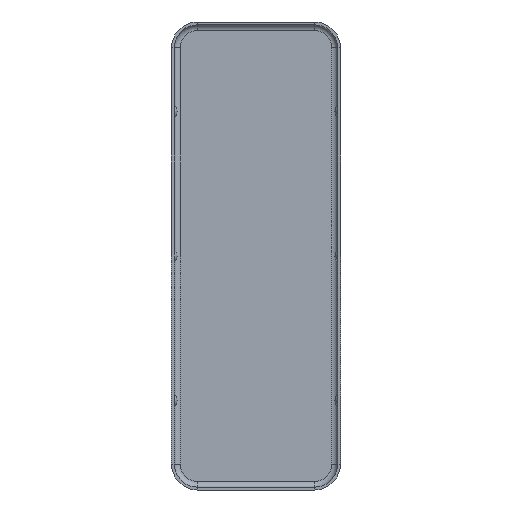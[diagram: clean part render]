
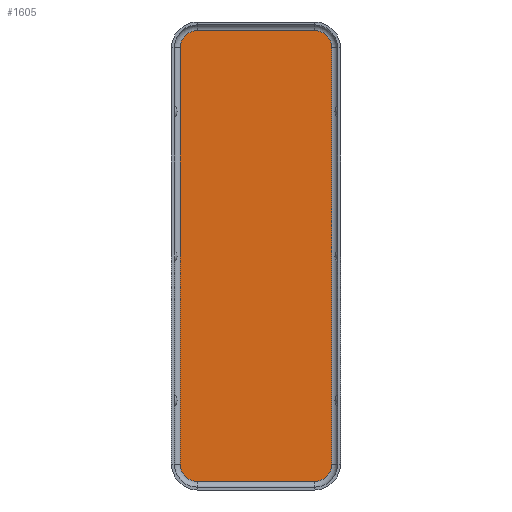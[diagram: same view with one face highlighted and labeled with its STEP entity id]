
A CAD part, front view. The second image highlights one B-rep face of the part: STEP entity #1605.
In plain terms, the highlighted planar face has unit normal (0, -1, 0).
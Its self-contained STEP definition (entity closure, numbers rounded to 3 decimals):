
#56 = CIRCLE ( 'NONE', #1512, 1.2 ) ;
#62 = LINE ( 'NONE', #428, #922 ) ;
#88 = DIRECTION ( 'NONE',  ( 0., -1., 0. ) ) ;
#132 = CARTESIAN_POINT ( 'NONE',  ( -5.25, 0., 14.4 ) ) ;
#166 = EDGE_CURVE ( 'NONE', #1456, #1260, #622, .T. ) ;
#188 = CARTESIAN_POINT ( 'NONE',  ( -4.05, 0., 14.4 ) ) ;
#212 = ORIENTED_EDGE ( 'NONE', *, *, #1145, .T. ) ;
#222 = DIRECTION ( 'NONE',  ( 0., 0., -1. ) ) ;
#247 = ORIENTED_EDGE ( 'NONE', *, *, #986, .T. ) ;
#257 = VERTEX_POINT ( 'NONE', #262 ) ;
#262 = CARTESIAN_POINT ( 'NONE',  ( -4.05, 0., -15.6 ) ) ;
#309 = DIRECTION ( 'NONE',  ( 0., 0., -1. ) ) ;
#323 = FACE_OUTER_BOUND ( 'NONE', #1794, .T. ) ;
#342 = VERTEX_POINT ( 'NONE', #420 ) ;
#348 = DIRECTION ( 'NONE',  ( -1., 0., 0. ) ) ;
#362 = EDGE_CURVE ( 'NONE', #696, #257, #1134, .T. ) ;
#377 = DIRECTION ( 'NONE',  ( 0., 0., -1. ) ) ;
#396 = VECTOR ( 'NONE', #1371, 1000. ) ;
#408 = DIRECTION ( 'NONE',  ( 0., 1., 0. ) ) ;
#420 = CARTESIAN_POINT ( 'NONE',  ( -4.05, 0., 15.6 ) ) ;
#428 = CARTESIAN_POINT ( 'NONE',  ( 5.25, 0., 0. ) ) ;
#447 = ORIENTED_EDGE ( 'NONE', *, *, #362, .F. ) ;
#454 = DIRECTION ( 'NONE',  ( 0., 0., 1. ) ) ;
#538 = EDGE_CURVE ( 'NONE', #1772, #257, #56, .T. ) ;
#548 = AXIS2_PLACEMENT_3D ( 'NONE', #631, #88, #377 ) ;
#554 = CARTESIAN_POINT ( 'NONE',  ( 4.05, 0., -14.4 ) ) ;
#564 = EDGE_CURVE ( 'NONE', #1243, #342, #783, .T. ) ;
#617 = CARTESIAN_POINT ( 'NONE',  ( 4.05, 0., 14.4 ) ) ;
#622 = CIRCLE ( 'NONE', #1847, 1.2 ) ;
#631 = CARTESIAN_POINT ( 'NONE',  ( 4.05, 0., -14.4 ) ) ;
#696 = VERTEX_POINT ( 'NONE', #701 ) ;
#701 = CARTESIAN_POINT ( 'NONE',  ( 4.05, 0., -15.6 ) ) ;
#712 = CARTESIAN_POINT ( 'NONE',  ( 5.25, 0., 14.4 ) ) ;
#778 = CARTESIAN_POINT ( 'NONE',  ( 4.05, 0., 15.6 ) ) ;
#781 = LINE ( 'NONE', #1673, #396 ) ;
#783 = CIRCLE ( 'NONE', #1308, 1.2 ) ;
#808 = CIRCLE ( 'NONE', #838, 1.2 ) ;
#838 = AXIS2_PLACEMENT_3D ( 'NONE', #554, #408, #1542 ) ;
#845 = ORIENTED_EDGE ( 'NONE', *, *, #1425, .F. ) ;
#909 = DIRECTION ( 'NONE',  ( 0., -1., 0. ) ) ;
#922 = VECTOR ( 'NONE', #1153, 1000. ) ;
#923 = ORIENTED_EDGE ( 'NONE', *, *, #564, .F. ) ;
#936 = VECTOR ( 'NONE', #348, 1000. ) ;
#979 = ORIENTED_EDGE ( 'NONE', *, *, #166, .T. ) ;
#986 = EDGE_CURVE ( 'NONE', #1260, #342, #1518, .T. ) ;
#1039 = CARTESIAN_POINT ( 'NONE',  ( -4.05, 0., -14.4 ) ) ;
#1071 = VECTOR ( 'NONE', #1725, 1000. ) ;
#1134 = LINE ( 'NONE', #1428, #1071 ) ;
#1145 = EDGE_CURVE ( 'NONE', #1243, #1772, #781, .T. ) ;
#1153 = DIRECTION ( 'NONE',  ( 0., 0., -1. ) ) ;
#1219 = PLANE ( 'NONE',  #548 ) ;
#1239 = ORIENTED_EDGE ( 'NONE', *, *, #1825, .F. ) ;
#1243 = VERTEX_POINT ( 'NONE', #132 ) ;
#1260 = VERTEX_POINT ( 'NONE', #1391 ) ;
#1308 = AXIS2_PLACEMENT_3D ( 'NONE', #188, #1572, #309 ) ;
#1329 = CARTESIAN_POINT ( 'NONE',  ( 5.25, 0., -14.4 ) ) ;
#1371 = DIRECTION ( 'NONE',  ( 0., 0., -1. ) ) ;
#1391 = CARTESIAN_POINT ( 'NONE',  ( 4.05, 0., 15.6 ) ) ;
#1425 = EDGE_CURVE ( 'NONE', #1456, #1482, #62, .T. ) ;
#1428 = CARTESIAN_POINT ( 'NONE',  ( 4.05, 0., -15.6 ) ) ;
#1456 = VERTEX_POINT ( 'NONE', #712 ) ;
#1482 = VERTEX_POINT ( 'NONE', #1329 ) ;
#1512 = AXIS2_PLACEMENT_3D ( 'NONE', #1039, #1599, #454 ) ;
#1518 = LINE ( 'NONE', #778, #936 ) ;
#1542 = DIRECTION ( 'NONE',  ( 0., 0., 1. ) ) ;
#1572 = DIRECTION ( 'NONE',  ( 0., 1., 0. ) ) ;
#1599 = DIRECTION ( 'NONE',  ( 0., -1., 0. ) ) ;
#1605 = ADVANCED_FACE ( 'NONE', ( #323 ), #1219, .T. ) ;
#1673 = CARTESIAN_POINT ( 'NONE',  ( -5.25, 0., 0. ) ) ;
#1725 = DIRECTION ( 'NONE',  ( -1., 0., 0. ) ) ;
#1772 = VERTEX_POINT ( 'NONE', #1829 ) ;
#1794 = EDGE_LOOP ( 'NONE', ( #447, #1239, #845, #979, #247, #923, #212, #1815 ) ) ;
#1815 = ORIENTED_EDGE ( 'NONE', *, *, #538, .T. ) ;
#1825 = EDGE_CURVE ( 'NONE', #1482, #696, #808, .T. ) ;
#1829 = CARTESIAN_POINT ( 'NONE',  ( -5.25, 0., -14.4 ) ) ;
#1847 = AXIS2_PLACEMENT_3D ( 'NONE', #617, #909, #222 ) ;
